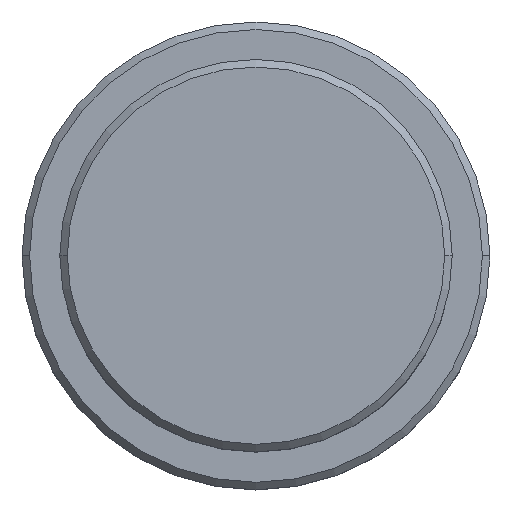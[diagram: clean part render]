
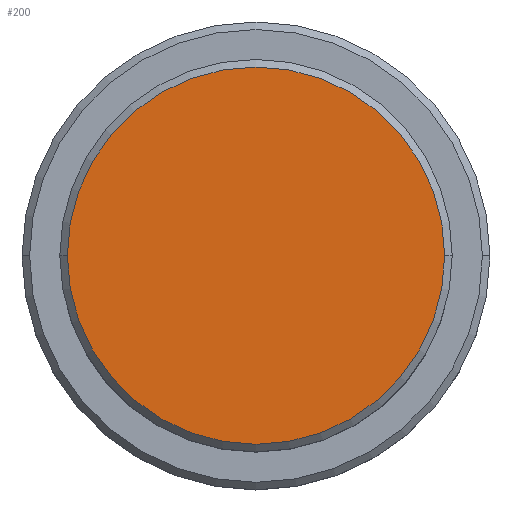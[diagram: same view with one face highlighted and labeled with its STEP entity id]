
A CAD part, top view. The second image highlights one B-rep face of the part: STEP entity #200.
In plain terms, the highlighted planar face has unit normal (0, 0, 1).
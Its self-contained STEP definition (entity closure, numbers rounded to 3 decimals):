
#77 = DIRECTION ( 'NONE',  ( 0., 0., 1. ) ) ;
#94 = DIRECTION ( 'NONE',  ( 0., 0., 1. ) ) ;
#97 = PLANE ( 'NONE',  #346 ) ;
#111 = EDGE_CURVE ( 'NONE', #272, #1234, #511, .T. ) ;
#125 = ORIENTED_EDGE ( 'NONE', *, *, #1084, .T. ) ;
#159 = EDGE_LOOP ( 'NONE', ( #852, #125 ) ) ;
#180 = CARTESIAN_POINT ( 'NONE',  ( 0., 0., 0. ) ) ;
#200 = ADVANCED_FACE ( 'NONE', ( #1076 ), #97, .T. ) ;
#272 = VERTEX_POINT ( 'NONE', #876 ) ;
#296 = DIRECTION ( 'NONE',  ( 1., 0., 0. ) ) ;
#346 = AXIS2_PLACEMENT_3D ( 'NONE', #1165, #77, #296 ) ;
#459 = AXIS2_PLACEMENT_3D ( 'NONE', #522, #831, #847 ) ;
#511 = CIRCLE ( 'NONE', #459, 12.5 ) ;
#522 = CARTESIAN_POINT ( 'NONE',  ( 0., 0., 0. ) ) ;
#777 = CARTESIAN_POINT ( 'NONE',  ( 12.5, 0., 0. ) ) ;
#831 = DIRECTION ( 'NONE',  ( 0., 0., 1. ) ) ;
#847 = DIRECTION ( 'NONE',  ( 1., 0., 0. ) ) ;
#852 = ORIENTED_EDGE ( 'NONE', *, *, #111, .T. ) ;
#873 = DIRECTION ( 'NONE',  ( 1., 0., 0. ) ) ;
#876 = CARTESIAN_POINT ( 'NONE',  ( -12.5, 0., 0. ) ) ;
#1076 = FACE_OUTER_BOUND ( 'NONE', #159, .T. ) ;
#1084 = EDGE_CURVE ( 'NONE', #1234, #272, #1226, .T. ) ;
#1116 = AXIS2_PLACEMENT_3D ( 'NONE', #180, #94, #873 ) ;
#1165 = CARTESIAN_POINT ( 'NONE',  ( 0., 0., 0. ) ) ;
#1226 = CIRCLE ( 'NONE', #1116, 12.5 ) ;
#1234 = VERTEX_POINT ( 'NONE', #777 ) ;
